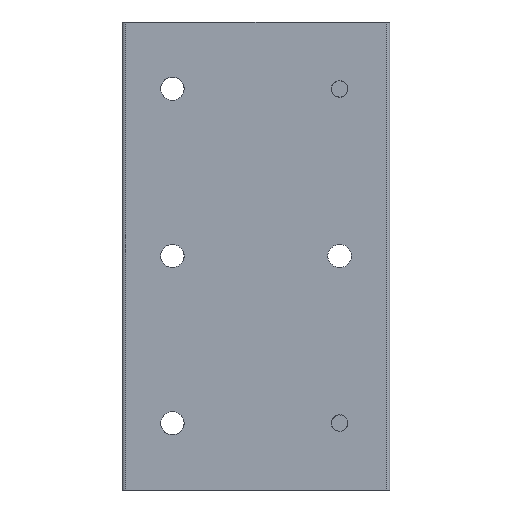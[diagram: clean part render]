
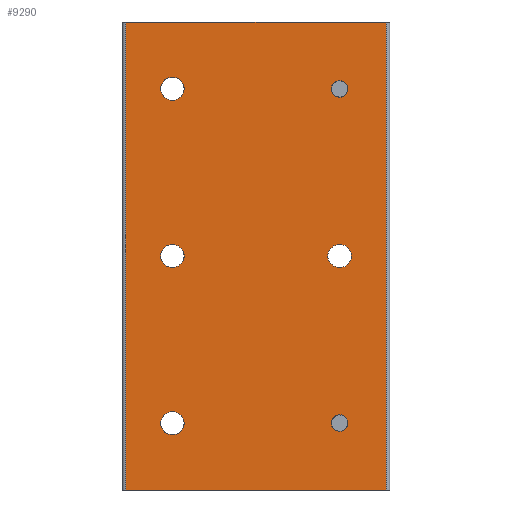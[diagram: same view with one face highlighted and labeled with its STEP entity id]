
A CAD part, front view. The second image highlights one B-rep face of the part: STEP entity #9290.
In plain terms, the highlighted planar face has unit normal (0, -1, 0).
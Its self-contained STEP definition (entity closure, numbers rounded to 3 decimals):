
#49 = EDGE_CURVE ( 'NONE', #12911, #53, #3488, .T. ) ;
#53 = VERTEX_POINT ( 'NONE', #11523 ) ;
#154 = FACE_BOUND ( 'NONE', #2375, .T. ) ;
#233 = CARTESIAN_POINT ( 'NONE',  ( 39., -22.5, 0. ) ) ;
#457 = EDGE_LOOP ( 'NONE', ( #7618 ) ) ;
#494 = FACE_BOUND ( 'NONE', #3791, .T. ) ;
#520 = AXIS2_PLACEMENT_3D ( 'NONE', #9725, #11497, #2391 ) ;
#562 = CARTESIAN_POINT ( 'NONE',  ( -40., -22.5, 140. ) ) ;
#955 = CARTESIAN_POINT ( 'NONE',  ( -39., -22.5, 140. ) ) ;
#1352 = EDGE_CURVE ( 'NONE', #13141, #13141, #7390, .T. ) ;
#1438 = AXIS2_PLACEMENT_3D ( 'NONE', #10056, #11147, #11218 ) ;
#1521 = CARTESIAN_POINT ( 'NONE',  ( -25., -22.5, 23.5 ) ) ;
#1579 = PLANE ( 'NONE',  #3663 ) ;
#1589 = CARTESIAN_POINT ( 'NONE',  ( -25., -22.5, 73.5 ) ) ;
#1649 = FACE_BOUND ( 'NONE', #457, .T. ) ;
#1750 = VERTEX_POINT ( 'NONE', #11334 ) ;
#2046 = ORIENTED_EDGE ( 'NONE', *, *, #2434, .T. ) ;
#2375 = EDGE_LOOP ( 'NONE', ( #8484 ) ) ;
#2391 = DIRECTION ( 'NONE',  ( 0., 0., 1. ) ) ;
#2434 = EDGE_CURVE ( 'NONE', #3612, #3612, #9421, .T. ) ;
#2462 = DIRECTION ( 'NONE',  ( 0., 0., -1. ) ) ;
#2798 = DIRECTION ( 'NONE',  ( 0., 0., 1. ) ) ;
#2878 = DIRECTION ( 'NONE',  ( 0., 1., 0. ) ) ;
#3134 = AXIS2_PLACEMENT_3D ( 'NONE', #13347, #5998, #9067 ) ;
#3277 = FACE_BOUND ( 'NONE', #10017, .T. ) ;
#3342 = CARTESIAN_POINT ( 'NONE',  ( -39., -22.5, 140. ) ) ;
#3467 = LINE ( 'NONE', #4420, #6116 ) ;
#3488 = LINE ( 'NONE', #5317, #11671 ) ;
#3535 = FACE_BOUND ( 'NONE', #5590, .T. ) ;
#3612 = VERTEX_POINT ( 'NONE', #1521 ) ;
#3635 = VERTEX_POINT ( 'NONE', #4733 ) ;
#3663 = AXIS2_PLACEMENT_3D ( 'NONE', #562, #7684, #5781 ) ;
#3791 = EDGE_LOOP ( 'NONE', ( #4542 ) ) ;
#4325 = ORIENTED_EDGE ( 'NONE', *, *, #49, .F. ) ;
#4363 = EDGE_CURVE ( 'NONE', #10904, #10904, #10959, .T. ) ;
#4420 = CARTESIAN_POINT ( 'NONE',  ( -40., -22.5, 0. ) ) ;
#4520 = CARTESIAN_POINT ( 'NONE',  ( -39., -22.5, 0. ) ) ;
#4542 = ORIENTED_EDGE ( 'NONE', *, *, #12862, .T. ) ;
#4611 = ORIENTED_EDGE ( 'NONE', *, *, #1352, .T. ) ;
#4668 = CARTESIAN_POINT ( 'NONE',  ( 25., -22.5, 22.5 ) ) ;
#4733 = CARTESIAN_POINT ( 'NONE',  ( 25., -22.5, 73.5 ) ) ;
#5317 = CARTESIAN_POINT ( 'NONE',  ( -40., -22.5, 140. ) ) ;
#5340 = EDGE_CURVE ( 'NONE', #10667, #9706, #3467, .T. ) ;
#5405 = CIRCLE ( 'NONE', #8928, 3.5 ) ;
#5590 = EDGE_LOOP ( 'NONE', ( #11685 ) ) ;
#5781 = DIRECTION ( 'NONE',  ( -1., 0., 0. ) ) ;
#5998 = DIRECTION ( 'NONE',  ( 0., 1., 0. ) ) ;
#6076 = CARTESIAN_POINT ( 'NONE',  ( 25., -22.5, 70. ) ) ;
#6116 = VECTOR ( 'NONE', #12921, 1000. ) ;
#6169 = DIRECTION ( 'NONE',  ( 0., 0., 1. ) ) ;
#6349 = EDGE_CURVE ( 'NONE', #12911, #10667, #8782, .T. ) ;
#6387 = ORIENTED_EDGE ( 'NONE', *, *, #11349, .T. ) ;
#6615 = DIRECTION ( 'NONE',  ( 1., 0., 0. ) ) ;
#6847 = VECTOR ( 'NONE', #2798, 1000. ) ;
#7141 = CARTESIAN_POINT ( 'NONE',  ( 39., -22.5, 140. ) ) ;
#7390 = CIRCLE ( 'NONE', #9796, 2.5 ) ;
#7618 = ORIENTED_EDGE ( 'NONE', *, *, #4363, .T. ) ;
#7684 = DIRECTION ( 'NONE',  ( 0., 1., 0. ) ) ;
#7760 = CARTESIAN_POINT ( 'NONE',  ( 25., -22.5, 122.5 ) ) ;
#8152 = CIRCLE ( 'NONE', #1438, 3.5 ) ;
#8224 = LINE ( 'NONE', #7141, #6847 ) ;
#8484 = ORIENTED_EDGE ( 'NONE', *, *, #9823, .T. ) ;
#8676 = EDGE_LOOP ( 'NONE', ( #2046 ) ) ;
#8782 = LINE ( 'NONE', #3342, #9723 ) ;
#8917 = FACE_OUTER_BOUND ( 'NONE', #9567, .T. ) ;
#8928 = AXIS2_PLACEMENT_3D ( 'NONE', #6076, #9072, #11316 ) ;
#8931 = ORIENTED_EDGE ( 'NONE', *, *, #5340, .T. ) ;
#9067 = DIRECTION ( 'NONE',  ( 0., 0., 1. ) ) ;
#9072 = DIRECTION ( 'NONE',  ( 0., 1., 0. ) ) ;
#9290 = ADVANCED_FACE ( 'NONE', ( #154, #3277, #3535, #11840, #494, #1649, #8917 ), #1579, .F. ) ;
#9421 = CIRCLE ( 'NONE', #520, 3.5 ) ;
#9567 = EDGE_LOOP ( 'NONE', ( #8931, #6387, #4325, #11208 ) ) ;
#9706 = VERTEX_POINT ( 'NONE', #233 ) ;
#9723 = VECTOR ( 'NONE', #2462, 1000. ) ;
#9725 = CARTESIAN_POINT ( 'NONE',  ( -25., -22.5, 20. ) ) ;
#9779 = AXIS2_PLACEMENT_3D ( 'NONE', #12299, #11344, #6169 ) ;
#9796 = AXIS2_PLACEMENT_3D ( 'NONE', #10023, #2878, #12952 ) ;
#9823 = EDGE_CURVE ( 'NONE', #9908, #9908, #9982, .T. ) ;
#9908 = VERTEX_POINT ( 'NONE', #4668 ) ;
#9982 = CIRCLE ( 'NONE', #9779, 2.5 ) ;
#10017 = EDGE_LOOP ( 'NONE', ( #4611 ) ) ;
#10023 = CARTESIAN_POINT ( 'NONE',  ( 25., -22.5, 120. ) ) ;
#10056 = CARTESIAN_POINT ( 'NONE',  ( -25., -22.5, 120. ) ) ;
#10667 = VERTEX_POINT ( 'NONE', #4520 ) ;
#10837 = EDGE_CURVE ( 'NONE', #3635, #3635, #5405, .T. ) ;
#10904 = VERTEX_POINT ( 'NONE', #1589 ) ;
#10959 = CIRCLE ( 'NONE', #3134, 3.5 ) ;
#11147 = DIRECTION ( 'NONE',  ( 0., 1., 0. ) ) ;
#11208 = ORIENTED_EDGE ( 'NONE', *, *, #6349, .T. ) ;
#11218 = DIRECTION ( 'NONE',  ( 0., 0., 1. ) ) ;
#11316 = DIRECTION ( 'NONE',  ( 0., 0., 1. ) ) ;
#11334 = CARTESIAN_POINT ( 'NONE',  ( -25., -22.5, 123.5 ) ) ;
#11344 = DIRECTION ( 'NONE',  ( 0., 1., 0. ) ) ;
#11349 = EDGE_CURVE ( 'NONE', #9706, #53, #8224, .T. ) ;
#11497 = DIRECTION ( 'NONE',  ( 0., 1., 0. ) ) ;
#11523 = CARTESIAN_POINT ( 'NONE',  ( 39., -22.5, 140. ) ) ;
#11671 = VECTOR ( 'NONE', #6615, 1000. ) ;
#11685 = ORIENTED_EDGE ( 'NONE', *, *, #10837, .T. ) ;
#11840 = FACE_BOUND ( 'NONE', #8676, .T. ) ;
#12299 = CARTESIAN_POINT ( 'NONE',  ( 25., -22.5, 20. ) ) ;
#12862 = EDGE_CURVE ( 'NONE', #1750, #1750, #8152, .T. ) ;
#12911 = VERTEX_POINT ( 'NONE', #955 ) ;
#12921 = DIRECTION ( 'NONE',  ( 1., 0., 0. ) ) ;
#12952 = DIRECTION ( 'NONE',  ( 0., 0., 1. ) ) ;
#13141 = VERTEX_POINT ( 'NONE', #7760 ) ;
#13347 = CARTESIAN_POINT ( 'NONE',  ( -25., -22.5, 70. ) ) ;
